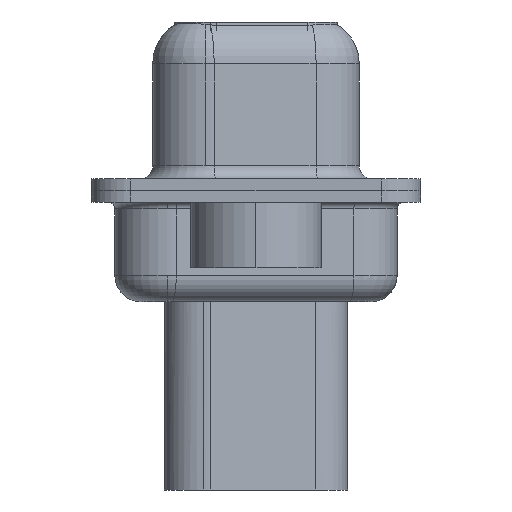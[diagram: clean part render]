
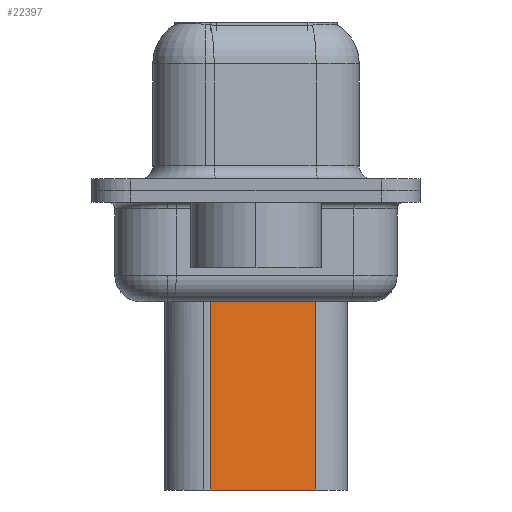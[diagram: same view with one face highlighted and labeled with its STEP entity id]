
A CAD part, left-side view. The second image highlights one B-rep face of the part: STEP entity #22397.
In plain terms, the highlighted planar face has unit normal (-0.985, -0.174, 0).
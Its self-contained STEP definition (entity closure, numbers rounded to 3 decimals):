
#373 = ORIENTED_EDGE ( 'NONE', *, *, #17276, .F. ) ;
#841 = VERTEX_POINT ( 'NONE', #19634 ) ;
#1427 = LINE ( 'NONE', #12152, #5540 ) ;
#1623 = FACE_OUTER_BOUND ( 'NONE', #22612, .T. ) ;
#2196 = CARTESIAN_POINT ( 'NONE',  ( 5.229, -2.26, -3.975 ) ) ;
#2345 = CARTESIAN_POINT ( 'NONE',  ( 5.229, -2.26, -3.1 ) ) ;
#2451 = VECTOR ( 'NONE', #5578, 1000. ) ;
#2804 = DIRECTION ( 'NONE',  ( -0.985, -0.174, 0. ) ) ;
#3278 = EDGE_CURVE ( 'NONE', #11569, #14966, #1427, .T. ) ;
#3572 = ORIENTED_EDGE ( 'NONE', *, *, #3278, .F. ) ;
#4292 = AXIS2_PLACEMENT_3D ( 'NONE', #13354, #2804, #15110 ) ;
#5190 = ORIENTED_EDGE ( 'NONE', *, *, #18311, .T. ) ;
#5540 = VECTOR ( 'NONE', #17485, 1000. ) ;
#5578 = DIRECTION ( 'NONE',  ( 0., 0., -1. ) ) ;
#5765 = VERTEX_POINT ( 'NONE', #2196 ) ;
#6723 = VECTOR ( 'NONE', #12874, 1000. ) ;
#7313 = CARTESIAN_POINT ( 'NONE',  ( 4.524, 1.74, -3.1 ) ) ;
#7981 = VECTOR ( 'NONE', #14619, 1000. ) ;
#7993 = PLANE ( 'NONE',  #4292 ) ;
#11569 = VERTEX_POINT ( 'NONE', #22091 ) ;
#11975 = LINE ( 'NONE', #2345, #6723 ) ;
#12152 = CARTESIAN_POINT ( 'NONE',  ( 4.524, 1.74, -11.45 ) ) ;
#12874 = DIRECTION ( 'NONE',  ( 0., 0., -1. ) ) ;
#13354 = CARTESIAN_POINT ( 'NONE',  ( 4.524, 1.74, -3.1 ) ) ;
#14619 = DIRECTION ( 'NONE',  ( -0.174, 0.985, 0. ) ) ;
#14954 = EDGE_CURVE ( 'NONE', #841, #14966, #21087, .T. ) ;
#14966 = VERTEX_POINT ( 'NONE', #19640 ) ;
#15110 = DIRECTION ( 'NONE',  ( 0.174, -0.985, 0. ) ) ;
#16294 = CARTESIAN_POINT ( 'NONE',  ( 4.353, 2.709, -3.975 ) ) ;
#17276 = EDGE_CURVE ( 'NONE', #5765, #11569, #11975, .T. ) ;
#17374 = LINE ( 'NONE', #16294, #7981 ) ;
#17485 = DIRECTION ( 'NONE',  ( -0.174, 0.985, 0. ) ) ;
#18311 = EDGE_CURVE ( 'NONE', #5765, #841, #17374, .T. ) ;
#19634 = CARTESIAN_POINT ( 'NONE',  ( 4.524, 1.74, -3.975 ) ) ;
#19640 = CARTESIAN_POINT ( 'NONE',  ( 4.524, 1.74, -11.45 ) ) ;
#21087 = LINE ( 'NONE', #7313, #2451 ) ;
#21136 = ORIENTED_EDGE ( 'NONE', *, *, #14954, .T. ) ;
#22091 = CARTESIAN_POINT ( 'NONE',  ( 5.229, -2.26, -11.45 ) ) ;
#22397 = ADVANCED_FACE ( 'NONE', ( #1623 ), #7993, .T. ) ;
#22612 = EDGE_LOOP ( 'NONE', ( #373, #5190, #21136, #3572 ) ) ;
